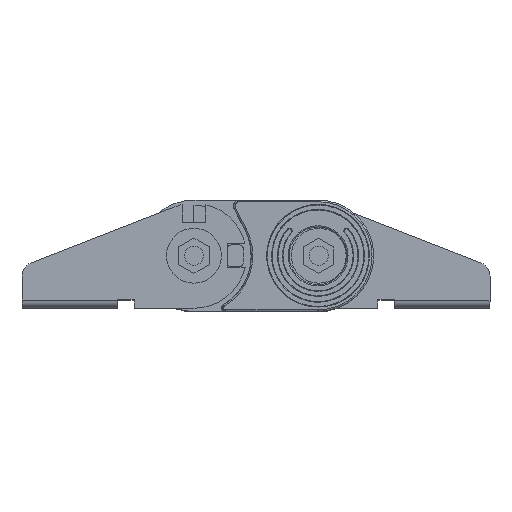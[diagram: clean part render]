
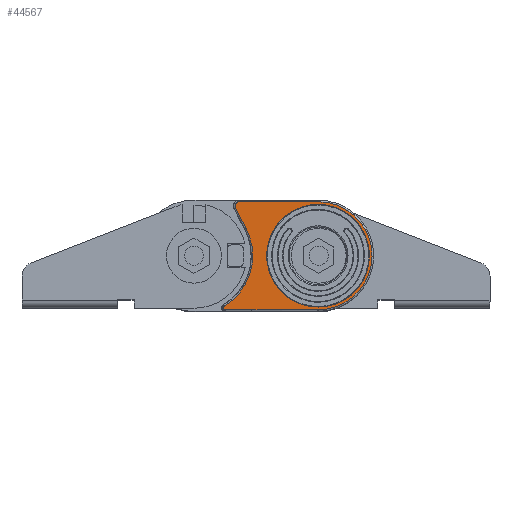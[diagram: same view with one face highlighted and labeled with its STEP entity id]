
A CAD part, top view. The second image highlights one B-rep face of the part: STEP entity #44567.
In plain terms, the highlighted planar face has unit normal (0, 0, 1).
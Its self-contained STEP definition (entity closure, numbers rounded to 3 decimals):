
#908 = ORIENTED_EDGE ( 'NONE', *, *, #31860, .T. ) ;
#1184 = CARTESIAN_POINT ( 'NONE',  ( -121.361, -0.056, 234.883 ) ) ;
#1300 = EDGE_CURVE ( 'NONE', #37256, #17400, #7212, .T. ) ;
#2168 = CARTESIAN_POINT ( 'NONE',  ( -142.865, -0.056, 234.883 ) ) ;
#2198 = ORIENTED_EDGE ( 'NONE', *, *, #7799, .T. ) ;
#2994 = CARTESIAN_POINT ( 'NONE',  ( -142.864, -22.706, 234.883 ) ) ;
#3145 = EDGE_CURVE ( 'NONE', #4354, #27557, #30735, .T. ) ;
#3558 = DIRECTION ( 'NONE',  ( -0.112, 0.994, 0. ) ) ;
#4295 = CARTESIAN_POINT ( 'NONE',  ( -182.078, -21.124, 234.883 ) ) ;
#4354 = VERTEX_POINT ( 'NONE', #46469 ) ;
#4918 = ORIENTED_EDGE ( 'NONE', *, *, #22416, .T. ) ;
#5268 = CARTESIAN_POINT ( 'NONE',  ( -194.867, -0.056, 234.883 ) ) ;
#5269 = ORIENTED_EDGE ( 'NONE', *, *, #7387, .T. ) ;
#5634 = CIRCLE ( 'NONE', #51560, 22.65 ) ;
#5930 = CARTESIAN_POINT ( 'NONE',  ( -173.193, 11.676, 234.883 ) ) ;
#6138 = CARTESIAN_POINT ( 'NONE',  ( -177.451, 19.9, 234.883 ) ) ;
#6371 = FACE_OUTER_BOUND ( 'NONE', #19083, .T. ) ;
#6673 = CARTESIAN_POINT ( 'NONE',  ( -177.558, 22.19, 234.883 ) ) ;
#7212 = B_SPLINE_CURVE_WITH_KNOTS ( 'NONE', 3,
 ( #47716, #23596, #12444, #44566 ),
 .UNSPECIFIED., .F., .F.,
 ( 4, 4 ),
 ( 0., 0. ),
 .UNSPECIFIED. ) ;
#7387 = EDGE_CURVE ( 'NONE', #38396, #42295, #21545, .T. ) ;
#7799 = EDGE_CURVE ( 'NONE', #35355, #23054, #21597, .T. ) ;
#8405 = CARTESIAN_POINT ( 'NONE',  ( -181.978, -22.724, 234.883 ) ) ;
#8848 =( BOUNDED_CURVE ( )  B_SPLINE_CURVE ( 3, ( #22475, #6673, #43788, #6138 ),
 .UNSPECIFIED., .F., .F. ) 
 B_SPLINE_CURVE_WITH_KNOTS ( ( 4, 4 ),
 ( 2.441, 4.166 ),
 .UNSPECIFIED. ) 
 CURVE ( )  GEOMETRIC_REPRESENTATION_ITEM ( )  RATIONAL_B_SPLINE_CURVE ( ( 1., 0.767, 0.767, 1. ) ) 
 REPRESENTATION_ITEM ( '' )  );
#9032 = CARTESIAN_POINT ( 'NONE',  ( -170.97, -22.724, 234.883 ) ) ;
#9370 = VERTEX_POINT ( 'NONE', #45362 ) ;
#10230 = CARTESIAN_POINT ( 'NONE',  ( -181.978, -22.724, 234.883 ) ) ;
#10659 = VECTOR ( 'NONE', #46718, 1000. ) ;
#11220 = EDGE_CURVE ( 'NONE', #23054, #37256, #30694, .T. ) ;
#12276 = CARTESIAN_POINT ( 'NONE',  ( -182.078, -21.124, 234.883 ) ) ;
#12444 = CARTESIAN_POINT ( 'NONE',  ( -142.971, -22.705, 234.883 ) ) ;
#12774 = EDGE_CURVE ( 'NONE', #27557, #29371, #8848, .T. ) ;
#12860 = CARTESIAN_POINT ( 'NONE',  ( -182.219, -21.209, 234.883 ) ) ;
#12990 = CARTESIAN_POINT ( 'NONE',  ( -142.865, -0.056, 234.883 ) ) ;
#13977 = DIRECTION ( 'NONE',  ( -1., 0., 0. ) ) ;
#14300 = DIRECTION ( 'NONE',  ( 0., 0., -1. ) ) ;
#15693 = CARTESIAN_POINT ( 'NONE',  ( -176.361, 22.591, 234.883 ) ) ;
#16049 = DIRECTION ( 'NONE',  ( 1., 0., 0. ) ) ;
#17400 = VERTEX_POINT ( 'NONE', #2994 ) ;
#17512 = CARTESIAN_POINT ( 'NONE',  ( -143.187, -22.704, 234.883 ) ) ;
#18111 = CARTESIAN_POINT ( 'NONE',  ( -186.433, 22.591, 234.883 ) ) ;
#18236 = LINE ( 'NONE', #42662, #10659 ) ;
#19083 = EDGE_LOOP ( 'NONE', ( #41758, #24530, #4918, #30210, #5269, #36718, #2198, #48946, #41057, #908 ) ) ;
#21545 = B_SPLINE_CURVE_WITH_KNOTS ( 'NONE', 3,
 ( #4295, #12860, #36839, #49211, #49385, #49564, #29095, #33319, #32640, #8405 ),
 .UNSPECIFIED., .F., .F.,
 ( 4, 2, 2, 2, 4 ),
 ( 0., 0.25, 0.5, 0.75, 1. ),
 .UNSPECIFIED. ) ;
#21597 = LINE ( 'NONE', #48156, #44310 ) ;
#22285 = FACE_BOUND ( 'NONE', #48887, .T. ) ;
#22307 = DIRECTION ( 'NONE',  ( 0., 0., 1. ) ) ;
#22416 = EDGE_CURVE ( 'NONE', #29371, #45968, #18236, .T. ) ;
#22475 = CARTESIAN_POINT ( 'NONE',  ( -176.361, 22.591, 234.883 ) ) ;
#23027 = CIRCLE ( 'NONE', #38136, 21.503 ) ;
#23054 = VERTEX_POINT ( 'NONE', #26543 ) ;
#23596 = CARTESIAN_POINT ( 'NONE',  ( -143.079, -22.704, 234.883 ) ) ;
#23744 = CARTESIAN_POINT ( 'NONE',  ( -142.865, -0.056, 234.883 ) ) ;
#24530 = ORIENTED_EDGE ( 'NONE', *, *, #12774, .T. ) ;
#24623 = EDGE_CURVE ( 'NONE', #42295, #35355, #38312, .T. ) ;
#25073 = VECTOR ( 'NONE', #16049, 1000. ) ;
#25307 = EDGE_CURVE ( 'NONE', #9370, #43462, #37611, .T. ) ;
#25879 = AXIS2_PLACEMENT_3D ( 'NONE', #2168, #14300, #26122 ) ;
#26122 = DIRECTION ( 'NONE',  ( -1., 0., 0. ) ) ;
#26543 = CARTESIAN_POINT ( 'NONE',  ( -170.972, -22.704, 234.883 ) ) ;
#26958 = VECTOR ( 'NONE', #42446, 1000. ) ;
#27557 = VERTEX_POINT ( 'NONE', #15693 ) ;
#27748 = DIRECTION ( 'NONE',  ( 0., 0., 1. ) ) ;
#28693 = EDGE_CURVE ( 'NONE', #43462, #9370, #23027, .T. ) ;
#29095 = CARTESIAN_POINT ( 'NONE',  ( -182.447, -22.277, 234.883 ) ) ;
#29248 = AXIS2_PLACEMENT_3D ( 'NONE', #42028, #22307, #13977 ) ;
#29371 = VERTEX_POINT ( 'NONE', #34416 ) ;
#30210 = ORIENTED_EDGE ( 'NONE', *, *, #37532, .T. ) ;
#30642 = VECTOR ( 'NONE', #42567, 1000. ) ;
#30694 = LINE ( 'NONE', #38485, #30642 ) ;
#30735 = LINE ( 'NONE', #18111, #26958 ) ;
#31860 = EDGE_CURVE ( 'NONE', #17400, #4354, #5634, .T. ) ;
#32640 = CARTESIAN_POINT ( 'NONE',  ( -182.131, -22.655, 234.883 ) ) ;
#32831 = CIRCLE ( 'NONE', #41838, 24.645 ) ;
#32941 = DIRECTION ( 'NONE',  ( 0., 0., -1. ) ) ;
#33319 = CARTESIAN_POINT ( 'NONE',  ( -182.26, -22.547, 234.883 ) ) ;
#34416 = CARTESIAN_POINT ( 'NONE',  ( -177.451, 19.9, 234.883 ) ) ;
#35355 = VERTEX_POINT ( 'NONE', #9032 ) ;
#36718 = ORIENTED_EDGE ( 'NONE', *, *, #24623, .T. ) ;
#36839 = CARTESIAN_POINT ( 'NONE',  ( -182.334, -21.332, 234.883 ) ) ;
#37256 = VERTEX_POINT ( 'NONE', #17512 ) ;
#37308 = DIRECTION ( 'NONE',  ( -1., 0., 0. ) ) ;
#37438 = DIRECTION ( 'NONE',  ( 0., 0., -1. ) ) ;
#37532 = EDGE_CURVE ( 'NONE', #45968, #38396, #32831, .T. ) ;
#37611 = CIRCLE ( 'NONE', #25879, 21.503 ) ;
#37933 = PLANE ( 'NONE',  #29248 ) ;
#38136 = AXIS2_PLACEMENT_3D ( 'NONE', #12990, #32941, #37308 ) ;
#38312 = LINE ( 'NONE', #52061, #25073 ) ;
#38396 = VERTEX_POINT ( 'NONE', #12276 ) ;
#38485 = CARTESIAN_POINT ( 'NONE',  ( -185.427, -22.704, 234.883 ) ) ;
#41057 = ORIENTED_EDGE ( 'NONE', *, *, #1300, .T. ) ;
#41758 = ORIENTED_EDGE ( 'NONE', *, *, #3145, .T. ) ;
#41838 = AXIS2_PLACEMENT_3D ( 'NONE', #5268, #37438, #45388 ) ;
#42028 = CARTESIAN_POINT ( 'NONE',  ( -185.427, -28.169, 234.883 ) ) ;
#42295 = VERTEX_POINT ( 'NONE', #10230 ) ;
#42446 = DIRECTION ( 'NONE',  ( -1., 0., 0. ) ) ;
#42567 = DIRECTION ( 'NONE',  ( 1., 0., 0. ) ) ;
#42662 = CARTESIAN_POINT ( 'NONE',  ( -159.445, -14.876, 234.883 ) ) ;
#43462 = VERTEX_POINT ( 'NONE', #1184 ) ;
#43788 = CARTESIAN_POINT ( 'NONE',  ( -178.032, 21.021, 234.883 ) ) ;
#44154 = DIRECTION ( 'NONE',  ( -1., 0., 0. ) ) ;
#44304 = ORIENTED_EDGE ( 'NONE', *, *, #28693, .T. ) ;
#44310 = VECTOR ( 'NONE', #3558, 1000. ) ;
#44566 = CARTESIAN_POINT ( 'NONE',  ( -142.864, -22.706, 234.883 ) ) ;
#44567 = ADVANCED_FACE ( 'NONE', ( #6371, #22285 ), #37933, .T. ) ;
#45362 = CARTESIAN_POINT ( 'NONE',  ( -164.368, -0.056, 234.883 ) ) ;
#45388 = DIRECTION ( 'NONE',  ( -1., 0., 0. ) ) ;
#45968 = VERTEX_POINT ( 'NONE', #5930 ) ;
#46469 = CARTESIAN_POINT ( 'NONE',  ( -142.505, 22.591, 234.883 ) ) ;
#46718 = DIRECTION ( 'NONE',  ( 0.46, -0.888, 0. ) ) ;
#47716 = CARTESIAN_POINT ( 'NONE',  ( -143.187, -22.704, 234.883 ) ) ;
#48156 = CARTESIAN_POINT ( 'NONE',  ( -170.883, -23.494, 234.883 ) ) ;
#48887 = EDGE_LOOP ( 'NONE', ( #50223, #44304 ) ) ;
#48946 = ORIENTED_EDGE ( 'NONE', *, *, #11220, .T. ) ;
#49211 = CARTESIAN_POINT ( 'NONE',  ( -182.487, -21.623, 234.883 ) ) ;
#49385 = CARTESIAN_POINT ( 'NONE',  ( -182.522, -21.789, 234.883 ) ) ;
#49564 = CARTESIAN_POINT ( 'NONE',  ( -182.502, -22.117, 234.883 ) ) ;
#50223 = ORIENTED_EDGE ( 'NONE', *, *, #25307, .T. ) ;
#51560 = AXIS2_PLACEMENT_3D ( 'NONE', #23744, #27748, #44154 ) ;
#52061 = CARTESIAN_POINT ( 'NONE',  ( -174.038, -22.724, 234.883 ) ) ;
